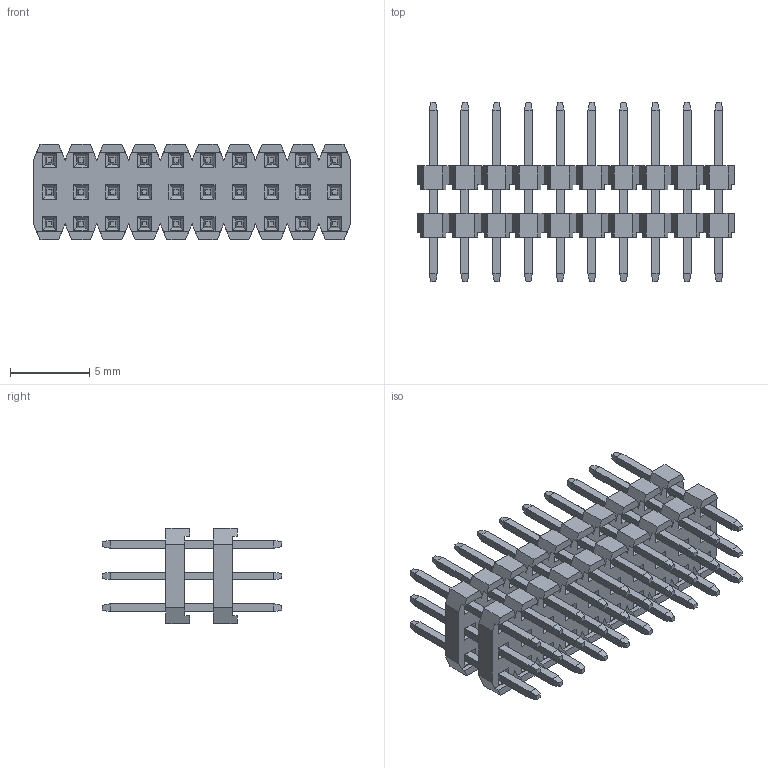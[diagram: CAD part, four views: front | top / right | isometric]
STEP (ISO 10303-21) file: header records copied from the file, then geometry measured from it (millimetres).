
FILE_DESCRIPTION( ('This file contains a STEP AP42 implementation' ,'as created by ZW3D STEP Interface translator.') ,'2;1' );
FILE_NAME( '1215-23XXXXSXXXXXXX(肮砃).stp' ,'23 322.16 5 9', (''), ('ZWCAD Software Co.'), 'Version 1.0', 'ZW3D to STEP translator', '' );
FILE_SCHEMA(('AUTOMOTIVE_DESIGN { 1 0 10303 214 1 1 1 1 }'));
Length unit declared in the file: millimetre
Products named in the file (2): 0; 1215-2320XXS113XXXX(肮砃)
Bounding box: 20 x 11.3 x 6 mm (x, y, z)
Volume: 337.5 mm3; surface area: 1448.6 mm2
Topology: 32 solids, 32 shells, 1108 faces, 2652 edges, 1608 vertices
Faces by surface type: plane 1108
Entity records: 32099 total; most frequent: CARTESIAN_POINT 5369, ORIENTED_EDGE 5304, DIRECTION 4870, VECTOR 2652, LINE 2652, EDGE_CURVE 2652, VERTEX_POINT 1608, EDGE_LOOP 1228
